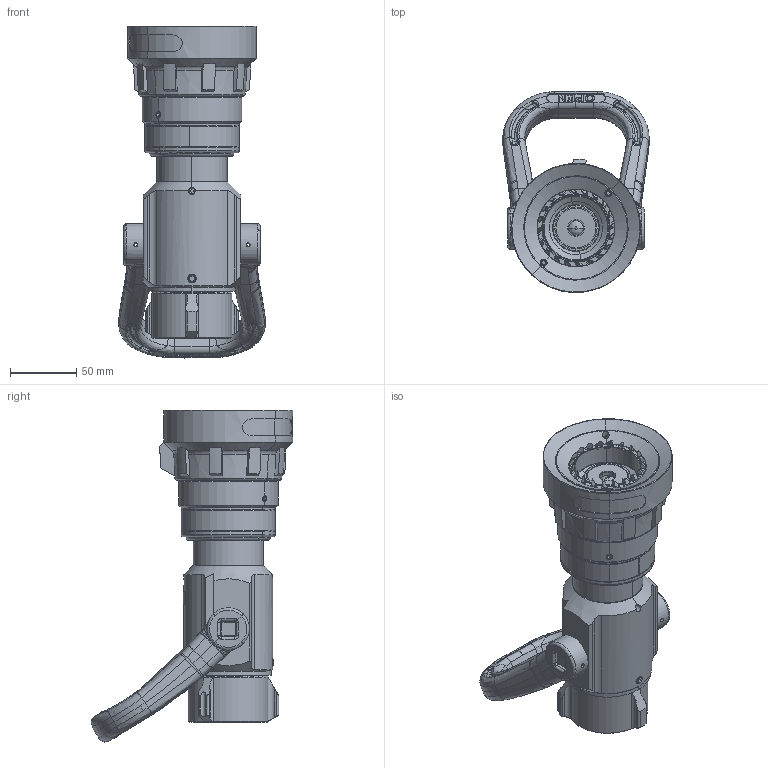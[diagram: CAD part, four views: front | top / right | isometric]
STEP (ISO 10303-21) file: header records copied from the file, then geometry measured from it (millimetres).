
FILE_DESCRIPTION((''),'2;1');
FILE_NAME('STANDARD_SW0001','2012-03-20T',('cleon'),(''),'PRO/ENGINEER BY PARAMETRIC TECHNOLOGY CORPORATION, 2011180','PRO/ENGINEER BY PARAMETRIC TECHNOLOGY CORPORATION, 2011180','');
FILE_SCHEMA(('CONFIG_CONTROL_DESIGN'));
Length unit declared in the file: inch
Products named in the file (1): STANDARD_SW0001
Bounding box: 110.39 x 151.72 x 249.94 mm (x, y, z)
Surface area: 160821.7 mm2 (no closed solid volume)
Topology: 0 solids, 46 shells, 1097 faces, 3190 edges, 2096 vertices
Faces by surface type: plane 336, cylinder 272, bspline 254, cone 127, extrusion 52, torus 50, sphere 6
Entity records: 53053 total; most frequent: CARTESIAN_POINT 27136, ORIENTED_EDGE 5897, DIRECTION 4228, EDGE_CURVE 3184, VERTEX_POINT 2096, AXIS2_PLACEMENT_3D 1498, B_SPLINE_CURVE_WITH_KNOTS 1349, VECTOR 1232
